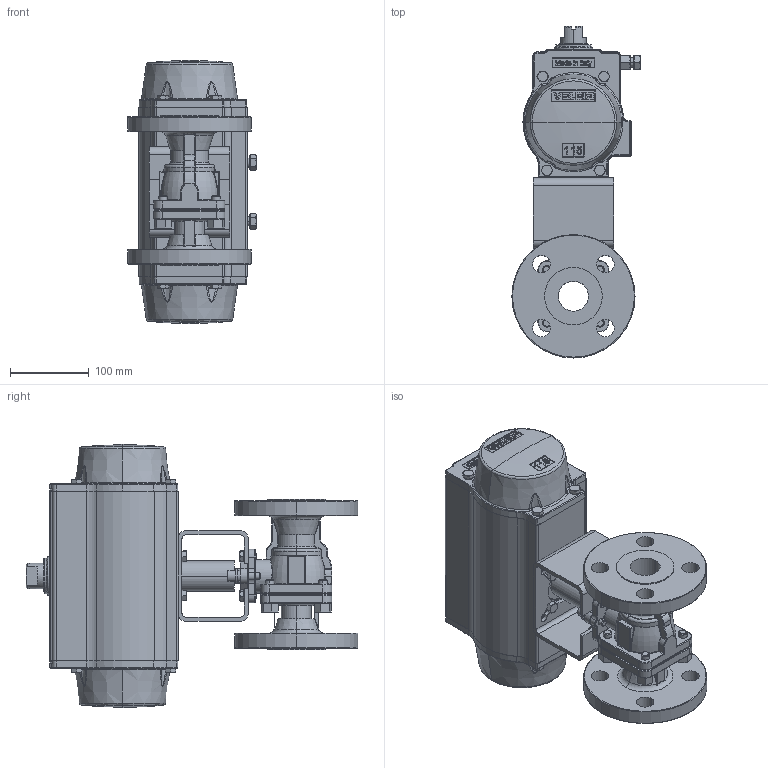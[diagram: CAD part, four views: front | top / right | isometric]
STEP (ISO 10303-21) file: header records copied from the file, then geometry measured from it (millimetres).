
FILE_DESCRIPTION (( 'STEP AP203' ), '1' );
FILE_NAME ('6801F-150_UT-3.5.STEP', '2017-12-06T21:02:10', ( '' ), ( '' ), 'SwSTEP 2.0', 'SolidWorks 2014', '' );
FILE_SCHEMA (( 'CONFIG_CONTROL_DESIGN' ));
Length unit declared in the file: inch
Products named in the file (1): 6801F-150_UT-3.5
Bounding box: 162.43 x 420.24 x 333.18 mm (x, y, z)
Surface area: 463400.5 mm2 (no closed solid volume)
Topology: 0 solids, 42 shells, 1458 faces, 4759 edges, 3176 vertices
Faces by surface type: plane 495, cylinder 364, bspline 275, cone 195, torus 84, sphere 45
Entity records: 71820 total; most frequent: CARTESIAN_POINT 33047, ORIENTED_EDGE 7721, DIRECTION 7672, EDGE_CURVE 4734, VERTEX_POINT 3176, AXIS2_PLACEMENT_3D 2944, LINE 1784, VECTOR 1784
